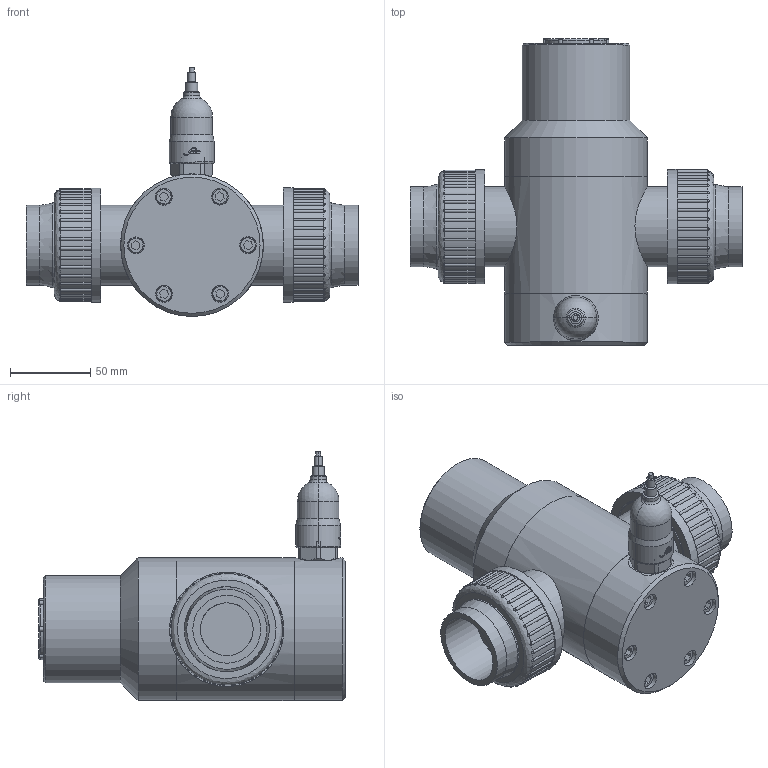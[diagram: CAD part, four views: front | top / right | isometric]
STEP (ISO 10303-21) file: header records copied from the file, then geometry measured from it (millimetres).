
FILE_DESCRIPTION (( 'STEP AP214' ), '1' );
FILE_NAME ('40-1162-0X-NC.step', '2019-11-05T09:22:30', ( '' ), ( '' ), 'SwSTEP 2.0', 'SolidWorks 2020', '' );
FILE_SCHEMA (( 'AUTOMOTIVE_DESIGN' ));
Length unit declared in the file: millimetre
Products named in the file (11): 40mm union stub; 729511109_03; PVC Bonnet all size_40mm PVC-304; 32 + 40mm Dust Cap; Switch Boot; 40-1162-0X-NC; NC Small; 729511109_01; 40; M6 x 30 socket cap screw; Body detail_40mm or 1 1-4
Assembly tree (18 placements, depth 2):
  40-1162-0X-NC
    Body detail_40mm or 1 1-4
    PVC Bonnet all size_40mm PVC-304
    40mm union stub  x2
    729511109_01  x2
    729511109_03  x2
    32 + 40mm Dust Cap
    40
    M6 x 30 socket cap screw  x6
    Switch Boot
    NC Small
Bounding box: 207.21 x 191.4 x 155.44 mm (x, y, z)
Volume: 1212692.1 mm3; surface area: 213308 mm2
Topology: 18 solids, 18 shells, 598 faces, 1441 edges, 893 vertices
Faces by surface type: cylinder 303, plane 156, bspline 76, cone 36, torus 23, sphere 4
Full cylindrical faces by diameter (mm): 5.2 x1, 6 x6, 10 x6, 10.5 x6, 21 x1, 24 x1, 33 x4, 38 x2, 42.4 x2, 50 x8, 53 x2, 53.1 x2, 56.5 x4, 58.422 x2, 59.614 x2, 67 x1, 71.5 x2, 89 x3
Entity records: 18394 total; most frequent: CARTESIAN_POINT 9578, DIRECTION 1719, ORIENTED_EDGE 1716, EDGE_CURVE 858, AXIS2_PLACEMENT_3D 737, VERTEX_POINT 555, EDGE_LOOP 467, FACE_OUTER_BOUND 426
